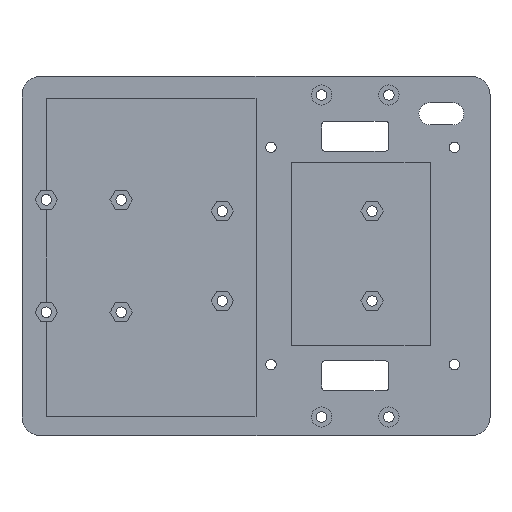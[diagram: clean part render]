
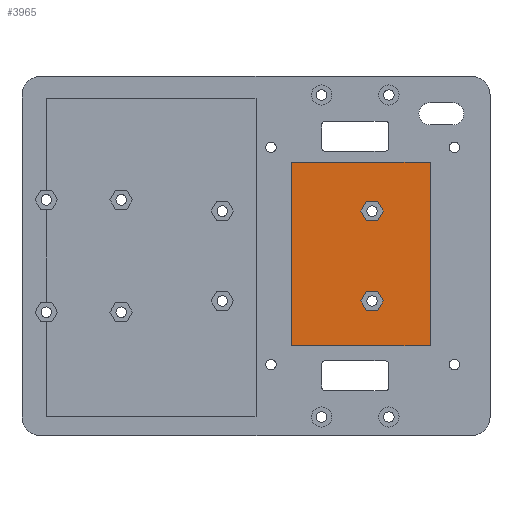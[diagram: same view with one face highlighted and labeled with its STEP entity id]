
A CAD part, top view. The second image highlights one B-rep face of the part: STEP entity #3965.
In plain terms, the highlighted planar face has unit normal (0, 0, 1).
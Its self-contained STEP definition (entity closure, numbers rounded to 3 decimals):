
#2944 = VERTEX_POINT('',#2945);
#2945 = CARTESIAN_POINT('',(-17.,25.,9.));
#2951 = EDGE_CURVE('',#2944,#2952,#2954,.T.);
#2952 = VERTEX_POINT('',#2953);
#2953 = CARTESIAN_POINT('',(-17.,-24.,9.));
#2954 = LINE('',#2955,#2956);
#2955 = CARTESIAN_POINT('',(-17.,25.,9.));
#2956 = VECTOR('',#2957,1.);
#2957 = DIRECTION('',(0.,-1.,0.));
#2975 = VERTEX_POINT('',#2976);
#2976 = CARTESIAN_POINT('',(20.,25.,9.));
#2982 = EDGE_CURVE('',#2975,#2944,#2983,.T.);
#2983 = LINE('',#2984,#2985);
#2984 = CARTESIAN_POINT('',(20.,25.,9.));
#2985 = VECTOR('',#2986,1.);
#2986 = DIRECTION('',(-1.,0.,0.));
#2999 = EDGE_CURVE('',#2952,#3000,#3002,.T.);
#3000 = VERTEX_POINT('',#3001);
#3001 = CARTESIAN_POINT('',(20.,-24.,9.));
#3002 = LINE('',#3003,#3004);
#3003 = CARTESIAN_POINT('',(-17.,-24.,9.));
#3004 = VECTOR('',#3005,1.);
#3005 = DIRECTION('',(1.,0.,0.));
#3023 = EDGE_CURVE('',#3000,#2975,#3024,.T.);
#3024 = LINE('',#3025,#3026);
#3025 = CARTESIAN_POINT('',(20.,-24.,9.));
#3026 = VECTOR('',#3027,1.);
#3027 = DIRECTION('',(0.,1.,0.));
#3965 = ADVANCED_FACE('',(#3966,#3972,#4022),#4072,.T.);
#3966 = FACE_BOUND('',#3967,.T.);
#3967 = EDGE_LOOP('',(#3968,#3969,#3970,#3971));
#3968 = ORIENTED_EDGE('',*,*,#2951,.T.);
#3969 = ORIENTED_EDGE('',*,*,#2999,.T.);
#3970 = ORIENTED_EDGE('',*,*,#3023,.T.);
#3971 = ORIENTED_EDGE('',*,*,#2982,.T.);
#3972 = FACE_BOUND('',#3973,.T.);
#3973 = EDGE_LOOP('',(#3974,#3984,#3992,#4000,#4008,#4016));
#3974 = ORIENTED_EDGE('',*,*,#3975,.F.);
#3975 = EDGE_CURVE('',#3976,#3978,#3980,.T.);
#3976 = VERTEX_POINT('',#3977);
#3977 = CARTESIAN_POINT('',(7.5,-12.,9.));
#3978 = VERTEX_POINT('',#3979);
#3979 = CARTESIAN_POINT('',(6.,-9.402,9.));
#3980 = LINE('',#3981,#3982);
#3981 = CARTESIAN_POINT('',(-0.17,1.285,9.));
#3982 = VECTOR('',#3983,1.);
#3983 = DIRECTION('',(-0.5,0.866,0.));
#3984 = ORIENTED_EDGE('',*,*,#3985,.F.);
#3985 = EDGE_CURVE('',#3986,#3976,#3988,.T.);
#3986 = VERTEX_POINT('',#3987);
#3987 = CARTESIAN_POINT('',(6.,-14.598,9.));
#3988 = LINE('',#3989,#3990);
#3989 = CARTESIAN_POINT('',(4.224,-17.674,9.));
#3990 = VECTOR('',#3991,1.);
#3991 = DIRECTION('',(0.5,0.866,0.));
#3992 = ORIENTED_EDGE('',*,*,#3993,.F.);
#3993 = EDGE_CURVE('',#3994,#3986,#3996,.T.);
#3994 = VERTEX_POINT('',#3995);
#3995 = CARTESIAN_POINT('',(3.,-14.598,9.));
#3996 = LINE('',#3997,#3998);
#3997 = CARTESIAN_POINT('',(-15.142,-14.598,9.));
#3998 = VECTOR('',#3999,1.);
#3999 = DIRECTION('',(1.,0.,0.));
#4000 = ORIENTED_EDGE('',*,*,#4001,.F.);
#4001 = EDGE_CURVE('',#4002,#3994,#4004,.T.);
#4002 = VERTEX_POINT('',#4003);
#4003 = CARTESIAN_POINT('',(1.5,-12.,9.));
#4004 = LINE('',#4005,#4006);
#4005 = CARTESIAN_POINT('',(-5.42,-0.014,9.));
#4006 = VECTOR('',#4007,1.);
#4007 = DIRECTION('',(0.5,-0.866,0.));
#4008 = ORIENTED_EDGE('',*,*,#4009,.F.);
#4009 = EDGE_CURVE('',#4010,#4002,#4012,.T.);
#4010 = VERTEX_POINT('',#4011);
#4011 = CARTESIAN_POINT('',(3.,-9.402,9.));
#4012 = LINE('',#4013,#4014);
#4013 = CARTESIAN_POINT('',(0.474,-13.777,9.));
#4014 = VECTOR('',#4015,1.);
#4015 = DIRECTION('',(-0.5,-0.866,0.));
#4016 = ORIENTED_EDGE('',*,*,#4017,.F.);
#4017 = EDGE_CURVE('',#3978,#4010,#4018,.T.);
#4018 = LINE('',#4019,#4020);
#4019 = CARTESIAN_POINT('',(-13.642,-9.402,9.));
#4020 = VECTOR('',#4021,1.);
#4021 = DIRECTION('',(-1.,0.,0.));
#4022 = FACE_BOUND('',#4023,.T.);
#4023 = EDGE_LOOP('',(#4024,#4034,#4042,#4050,#4058,#4066));
#4024 = ORIENTED_EDGE('',*,*,#4025,.F.);
#4025 = EDGE_CURVE('',#4026,#4028,#4030,.T.);
#4026 = VERTEX_POINT('',#4027);
#4027 = CARTESIAN_POINT('',(7.5,12.,9.));
#4028 = VERTEX_POINT('',#4029);
#4029 = CARTESIAN_POINT('',(6.,14.598,9.));
#4030 = LINE('',#4031,#4032);
#4031 = CARTESIAN_POINT('',(5.026,16.285,9.));
#4032 = VECTOR('',#4033,1.);
#4033 = DIRECTION('',(-0.5,0.866,0.));
#4034 = ORIENTED_EDGE('',*,*,#4035,.F.);
#4035 = EDGE_CURVE('',#4036,#4026,#4038,.T.);
#4036 = VERTEX_POINT('',#4037);
#4037 = CARTESIAN_POINT('',(6.,9.402,9.));
#4038 = LINE('',#4039,#4040);
#4039 = CARTESIAN_POINT('',(-0.972,-2.674,9.));
#4040 = VECTOR('',#4041,1.);
#4041 = DIRECTION('',(0.5,0.866,0.));
#4042 = ORIENTED_EDGE('',*,*,#4043,.F.);
#4043 = EDGE_CURVE('',#4044,#4036,#4046,.T.);
#4044 = VERTEX_POINT('',#4045);
#4045 = CARTESIAN_POINT('',(3.,9.402,9.));
#4046 = LINE('',#4047,#4048);
#4047 = CARTESIAN_POINT('',(-15.142,9.402,9.));
#4048 = VECTOR('',#4049,1.);
#4049 = DIRECTION('',(1.,0.,0.));
#4050 = ORIENTED_EDGE('',*,*,#4051,.F.);
#4051 = EDGE_CURVE('',#4052,#4044,#4054,.T.);
#4052 = VERTEX_POINT('',#4053);
#4053 = CARTESIAN_POINT('',(1.5,12.,9.));
#4054 = LINE('',#4055,#4056);
#4055 = CARTESIAN_POINT('',(-0.224,14.986,9.));
#4056 = VECTOR('',#4057,1.);
#4057 = DIRECTION('',(0.5,-0.866,0.));
#4058 = ORIENTED_EDGE('',*,*,#4059,.F.);
#4059 = EDGE_CURVE('',#4060,#4052,#4062,.T.);
#4060 = VERTEX_POINT('',#4061);
#4061 = CARTESIAN_POINT('',(3.,14.598,9.));
#4062 = LINE('',#4063,#4064);
#4063 = CARTESIAN_POINT('',(-4.722,1.223,9.));
#4064 = VECTOR('',#4065,1.);
#4065 = DIRECTION('',(-0.5,-0.866,0.));
#4066 = ORIENTED_EDGE('',*,*,#4067,.F.);
#4067 = EDGE_CURVE('',#4028,#4060,#4068,.T.);
#4068 = LINE('',#4069,#4070);
#4069 = CARTESIAN_POINT('',(-13.642,14.598,9.));
#4070 = VECTOR('',#4071,1.);
#4071 = DIRECTION('',(-1.,0.,0.));
#4072 = PLANE('',#4073);
#4073 = AXIS2_PLACEMENT_3D('',#4074,#4075,#4076);
#4074 = CARTESIAN_POINT('',(-33.284,-0.121,9.));
#4075 = DIRECTION('',(0.,0.,1.));
#4076 = DIRECTION('',(1.,0.,0.));
